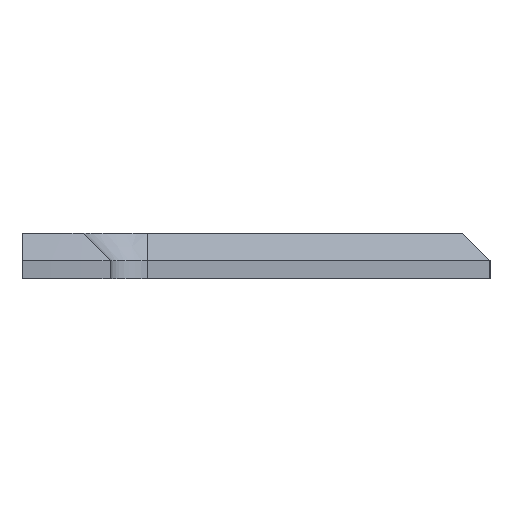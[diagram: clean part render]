
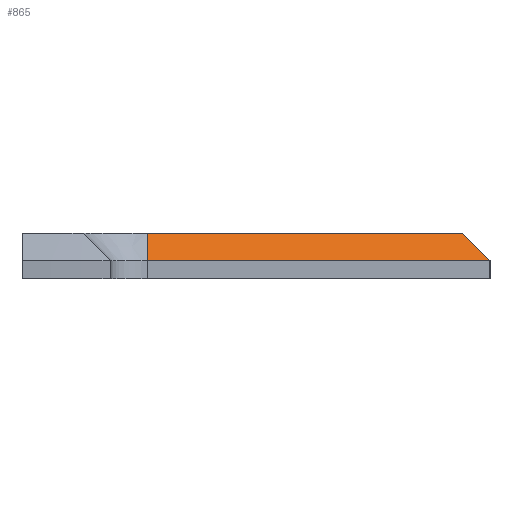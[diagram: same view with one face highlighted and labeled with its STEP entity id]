
A CAD part, left-side view. The second image highlights one B-rep face of the part: STEP entity #865.
In plain terms, the highlighted planar face has unit normal (-0.707, 0, 0.707).
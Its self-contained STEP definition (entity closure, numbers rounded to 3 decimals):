
#77 = VERTEX_POINT ( 'NONE', #464 ) ;
#91 = EDGE_CURVE ( 'NONE', #1413, #77, #1930, .T. ) ;
#99 = CARTESIAN_POINT ( 'NONE',  ( -38.312, -23.3, 5. ) ) ;
#180 = DIRECTION ( 'NONE',  ( 0., 1., 0. ) ) ;
#212 = AXIS2_PLACEMENT_3D ( 'NONE', #2557, #2363, #180 ) ;
#464 = CARTESIAN_POINT ( 'NONE',  ( -41.312, 11.49, 2. ) ) ;
#539 = LINE ( 'NONE', #1920, #1024 ) ;
#568 = ORIENTED_EDGE ( 'NONE', *, *, #1853, .F. ) ;
#610 = VECTOR ( 'NONE', #1167, 1000. ) ;
#680 = VECTOR ( 'NONE', #1063, 1000. ) ;
#691 = CARTESIAN_POINT ( 'NONE',  ( -41.312, 11.49, 2. ) ) ;
#692 = EDGE_CURVE ( 'NONE', #2306, #77, #2060, .T. ) ;
#865 = ADVANCED_FACE ( 'NONE', ( #1802 ), #2355, .T. ) ;
#939 = CARTESIAN_POINT ( 'NONE',  ( -38.312, 11.49, 5. ) ) ;
#1024 = VECTOR ( 'NONE', #2338, 1000. ) ;
#1063 = DIRECTION ( 'NONE',  ( -0.707, 0., -0.707 ) ) ;
#1157 = CARTESIAN_POINT ( 'NONE',  ( -28.932, -13.92, 14.38 ) ) ;
#1167 = DIRECTION ( 'NONE',  ( -0.577, -0.577, -0.577 ) ) ;
#1273 = LINE ( 'NONE', #1157, #610 ) ;
#1413 = VERTEX_POINT ( 'NONE', #1559 ) ;
#1415 = VECTOR ( 'NONE', #2279, 1000. ) ;
#1502 = ORIENTED_EDGE ( 'NONE', *, *, #2292, .F. ) ;
#1536 = ORIENTED_EDGE ( 'NONE', *, *, #692, .T. ) ;
#1540 = EDGE_LOOP ( 'NONE', ( #1536, #1918, #568, #1502 ) ) ;
#1559 = CARTESIAN_POINT ( 'NONE',  ( -41.312, -26.3, 2. ) ) ;
#1653 = CARTESIAN_POINT ( 'NONE',  ( -38.312, 11.49, 5. ) ) ;
#1802 = FACE_OUTER_BOUND ( 'NONE', #1540, .T. ) ;
#1853 = EDGE_CURVE ( 'NONE', #2162, #1413, #1273, .T. ) ;
#1918 = ORIENTED_EDGE ( 'NONE', *, *, #91, .F. ) ;
#1920 = CARTESIAN_POINT ( 'NONE',  ( -38.312, -26.3, 5. ) ) ;
#1930 = LINE ( 'NONE', #691, #1415 ) ;
#2060 = LINE ( 'NONE', #1653, #680 ) ;
#2162 = VERTEX_POINT ( 'NONE', #99 ) ;
#2279 = DIRECTION ( 'NONE',  ( 0., 1., 0. ) ) ;
#2292 = EDGE_CURVE ( 'NONE', #2306, #2162, #539, .T. ) ;
#2306 = VERTEX_POINT ( 'NONE', #939 ) ;
#2338 = DIRECTION ( 'NONE',  ( 0., -1., 0. ) ) ;
#2355 = PLANE ( 'NONE',  #212 ) ;
#2363 = DIRECTION ( 'NONE',  ( -0.707, 0., 0.707 ) ) ;
#2557 = CARTESIAN_POINT ( 'NONE',  ( -38.312, 4.84, 5. ) ) ;
